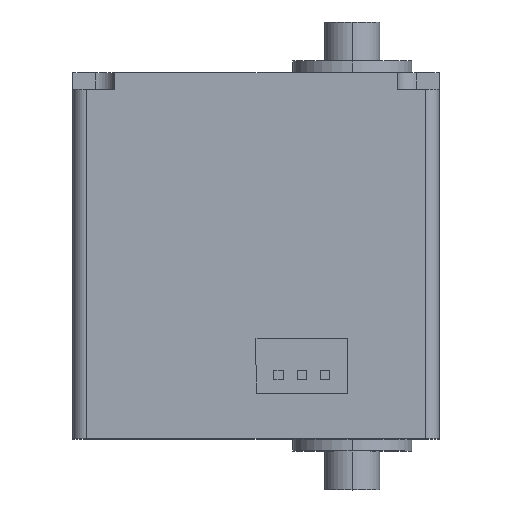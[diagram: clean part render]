
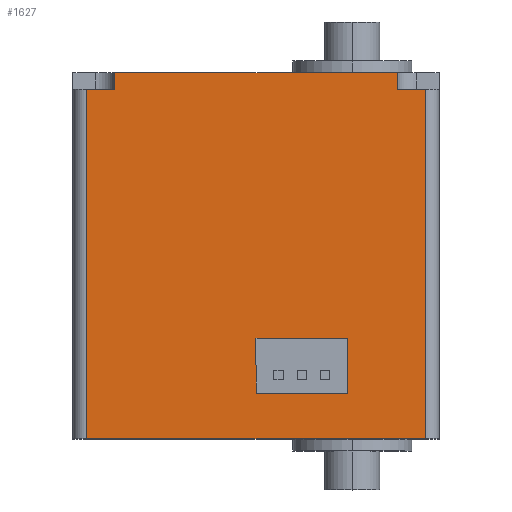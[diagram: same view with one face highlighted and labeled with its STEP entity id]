
A CAD part, top view. The second image highlights one B-rep face of the part: STEP entity #1627.
In plain terms, the highlighted planar face has unit normal (0, 0, 1).
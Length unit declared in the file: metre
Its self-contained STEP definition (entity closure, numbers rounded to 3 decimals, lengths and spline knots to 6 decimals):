
#6 = VERTEX_POINT ( 'NONE', #541 ) ;
#14 = CARTESIAN_POINT ( 'NONE',  ( -0.0154, 0.0182, 0.01 ) ) ;
#45 = LINE ( 'NONE', #1046, #1378 ) ;
#49 = CARTESIAN_POINT ( 'NONE',  ( 0., -0.015, 0.01 ) ) ;
#110 = CARTESIAN_POINT ( 'NONE',  ( 0.0154, 0.0182, 0.01 ) ) ;
#120 = DIRECTION ( 'NONE',  ( -1., 0., 0. ) ) ;
#139 = DIRECTION ( 'NONE',  ( 1., 0., 0. ) ) ;
#177 = DIRECTION ( 'NONE',  ( 0., 1., 0. ) ) ;
#225 = EDGE_CURVE ( 'NONE', #557, #490, #764, .T. ) ;
#261 = ORIENTED_EDGE ( 'NONE', *, *, #1923, .F. ) ;
#265 = DIRECTION ( 'NONE',  ( 1., 0., 0. ) ) ;
#278 = VERTEX_POINT ( 'NONE', #49 ) ;
#298 = ORIENTED_EDGE ( 'NONE', *, *, #1783, .F. ) ;
#301 = DIRECTION ( 'NONE',  ( 1., 0., 0. ) ) ;
#319 = CARTESIAN_POINT ( 'NONE',  ( 0.0185, 0.02, 0.01 ) ) ;
#349 = CARTESIAN_POINT ( 'NONE',  ( 0.0154, 0.02, 0.01 ) ) ;
#421 = LINE ( 'NONE', #1080, #973 ) ;
#433 = VERTEX_POINT ( 'NONE', #1275 ) ;
#443 = ORIENTED_EDGE ( 'NONE', *, *, #548, .T. ) ;
#461 = DIRECTION ( 'NONE',  ( 0., 1., 0. ) ) ;
#490 = VERTEX_POINT ( 'NONE', #984 ) ;
#541 = CARTESIAN_POINT ( 'NONE',  ( -0.0154, 0.02, 0.01 ) ) ;
#548 = EDGE_CURVE ( 'NONE', #810, #1380, #1762, .T. ) ;
#557 = VERTEX_POINT ( 'NONE', #1686 ) ;
#581 = ORIENTED_EDGE ( 'NONE', *, *, #886, .F. ) ;
#607 = CARTESIAN_POINT ( 'NONE',  ( 0., -0.009, 0.01 ) ) ;
#619 = DIRECTION ( 'NONE',  ( 0., -1., 0. ) ) ;
#629 = EDGE_LOOP ( 'NONE', ( #261, #2003, #1476, #1247, #298, #927, #819, #443 ) ) ;
#647 = EDGE_CURVE ( 'NONE', #433, #810, #1450, .T. ) ;
#671 = VECTOR ( 'NONE', #1542, 1. ) ;
#725 = DIRECTION ( 'NONE',  ( 0., -1., 0. ) ) ;
#764 = LINE ( 'NONE', #607, #1704 ) ;
#779 = DIRECTION ( 'NONE',  ( 0., -1., 0. ) ) ;
#801 = EDGE_CURVE ( 'NONE', #6, #1513, #45, .T. ) ;
#810 = VERTEX_POINT ( 'NONE', #1329 ) ;
#819 = ORIENTED_EDGE ( 'NONE', *, *, #647, .T. ) ;
#886 = EDGE_CURVE ( 'NONE', #921, #557, #1353, .T. ) ;
#900 = VECTOR ( 'NONE', #139, 1. ) ;
#921 = VERTEX_POINT ( 'NONE', #1216 ) ;
#927 = ORIENTED_EDGE ( 'NONE', *, *, #1492, .T. ) ;
#936 = ORIENTED_EDGE ( 'NONE', *, *, #1453, .F. ) ;
#954 = LINE ( 'NONE', #1582, #900 ) ;
#973 = VECTOR ( 'NONE', #265, 1. ) ;
#984 = CARTESIAN_POINT ( 'NONE',  ( 0., -0.009, 0.01 ) ) ;
#1027 = CARTESIAN_POINT ( 'NONE',  ( 0.0154, 0.0182, 0.01 ) ) ;
#1046 = CARTESIAN_POINT ( 'NONE',  ( -0.02, 0.02, 0.01 ) ) ;
#1056 = DIRECTION ( 'NONE',  ( 0., 1., 0. ) ) ;
#1066 = VERTEX_POINT ( 'NONE', #1926 ) ;
#1080 = CARTESIAN_POINT ( 'NONE',  ( 0., -0.015, 0.01 ) ) ;
#1084 = CARTESIAN_POINT ( 'NONE',  ( 0.0185, 0.0182, 0.01 ) ) ;
#1117 = EDGE_LOOP ( 'NONE', ( #2069, #936, #1244, #581 ) ) ;
#1137 = VECTOR ( 'NONE', #779, 1. ) ;
#1216 = CARTESIAN_POINT ( 'NONE',  ( 0.01, -0.015, 0.01 ) ) ;
#1244 = ORIENTED_EDGE ( 'NONE', *, *, #225, .F. ) ;
#1247 = ORIENTED_EDGE ( 'NONE', *, *, #1866, .F. ) ;
#1256 = CARTESIAN_POINT ( 'NONE',  ( 0., -0.009, 0.01 ) ) ;
#1275 = CARTESIAN_POINT ( 'NONE',  ( -0.0185, -0.02, 0.01 ) ) ;
#1315 = CARTESIAN_POINT ( 'NONE',  ( -0.0185, 0.02, 0.01 ) ) ;
#1320 = DIRECTION ( 'NONE',  ( 1., 0., 0. ) ) ;
#1329 = CARTESIAN_POINT ( 'NONE',  ( 0.0185, -0.02, 0.01 ) ) ;
#1348 = CARTESIAN_POINT ( 'NONE',  ( -0.02, 0.02, 0.01 ) ) ;
#1353 = LINE ( 'NONE', #1643, #671 ) ;
#1355 = VERTEX_POINT ( 'NONE', #110 ) ;
#1378 = VECTOR ( 'NONE', #1320, 1. ) ;
#1380 = VERTEX_POINT ( 'NONE', #1084 ) ;
#1428 = CARTESIAN_POINT ( 'NONE',  ( -0.02, -0.02, 0.01 ) ) ;
#1430 = LINE ( 'NONE', #14, #1837 ) ;
#1432 = VECTOR ( 'NONE', #461, 1. ) ;
#1440 = VECTOR ( 'NONE', #619, 1. ) ;
#1442 = CARTESIAN_POINT ( 'NONE',  ( 0., 0.0182, 0.01 ) ) ;
#1450 = LINE ( 'NONE', #1428, #1833 ) ;
#1453 = EDGE_CURVE ( 'NONE', #490, #278, #1788, .T. ) ;
#1476 = ORIENTED_EDGE ( 'NONE', *, *, #801, .F. ) ;
#1492 = EDGE_CURVE ( 'NONE', #1066, #433, #1623, .T. ) ;
#1506 = LINE ( 'NONE', #1027, #1565 ) ;
#1513 = VERTEX_POINT ( 'NONE', #349 ) ;
#1516 = FACE_BOUND ( 'NONE', #1117, .T. ) ;
#1542 = DIRECTION ( 'NONE',  ( 0., 1., 0. ) ) ;
#1565 = VECTOR ( 'NONE', #1056, 1. ) ;
#1582 = CARTESIAN_POINT ( 'NONE',  ( 0., 0.0182, 0.01 ) ) ;
#1595 = VECTOR ( 'NONE', #2074, 1. ) ;
#1610 = LINE ( 'NONE', #1442, #1595 ) ;
#1623 = LINE ( 'NONE', #1315, #1440 ) ;
#1627 = ADVANCED_FACE ( 'NONE', ( #1819, #1516 ), #2001, .F. ) ;
#1643 = CARTESIAN_POINT ( 'NONE',  ( 0.01, -0.009, 0.01 ) ) ;
#1670 = EDGE_CURVE ( 'NONE', #1355, #1513, #1506, .T. ) ;
#1686 = CARTESIAN_POINT ( 'NONE',  ( 0.01, -0.009, 0.01 ) ) ;
#1704 = VECTOR ( 'NONE', #120, 1. ) ;
#1762 = LINE ( 'NONE', #319, #1432 ) ;
#1782 = CARTESIAN_POINT ( 'NONE',  ( -0.0154, 0.0182, 0.01 ) ) ;
#1783 = EDGE_CURVE ( 'NONE', #1066, #1981, #954, .T. ) ;
#1788 = LINE ( 'NONE', #1256, #1137 ) ;
#1819 = FACE_OUTER_BOUND ( 'NONE', #629, .T. ) ;
#1825 = EDGE_CURVE ( 'NONE', #278, #921, #421, .T. ) ;
#1833 = VECTOR ( 'NONE', #301, 1. ) ;
#1837 = VECTOR ( 'NONE', #177, 1. ) ;
#1866 = EDGE_CURVE ( 'NONE', #1981, #6, #1430, .T. ) ;
#1923 = EDGE_CURVE ( 'NONE', #1355, #1380, #1610, .T. ) ;
#1926 = CARTESIAN_POINT ( 'NONE',  ( -0.0185, 0.0182, 0.01 ) ) ;
#1981 = VERTEX_POINT ( 'NONE', #1782 ) ;
#1992 = DIRECTION ( 'NONE',  ( 0., 0., -1. ) ) ;
#2001 = PLANE ( 'NONE',  #2045 ) ;
#2003 = ORIENTED_EDGE ( 'NONE', *, *, #1670, .T. ) ;
#2045 = AXIS2_PLACEMENT_3D ( 'NONE', #1348, #1992, #725 ) ;
#2069 = ORIENTED_EDGE ( 'NONE', *, *, #1825, .F. ) ;
#2074 = DIRECTION ( 'NONE',  ( 1., 0., 0. ) ) ;
